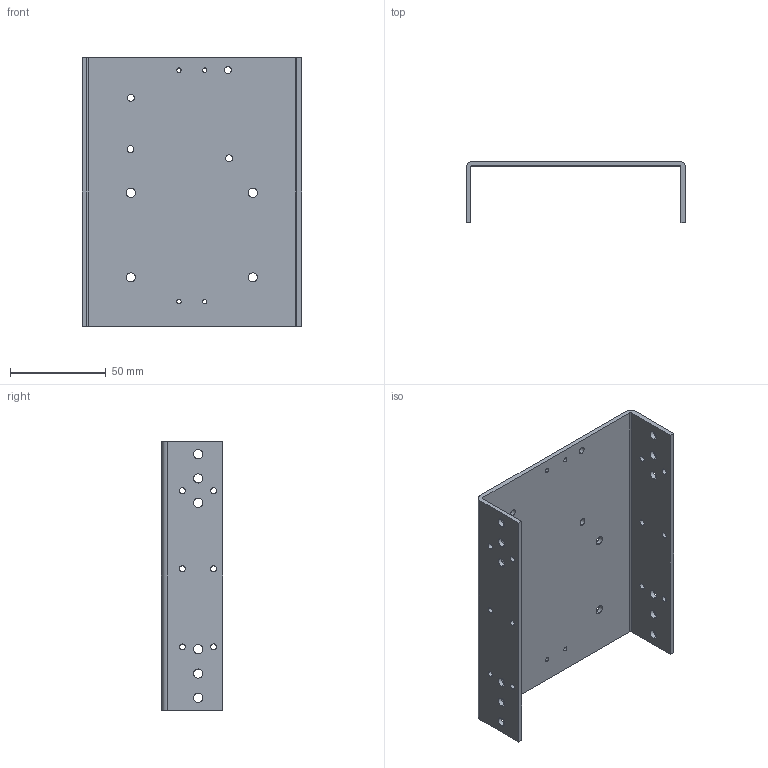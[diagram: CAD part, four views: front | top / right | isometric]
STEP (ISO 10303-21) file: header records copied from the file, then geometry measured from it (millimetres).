
FILE_DESCRIPTION (( 'STEP AP214' ), '1' );
FILE_NAME ('mte380_02_frame_03.STEP', '2017-02-05T20:14:05', ( '' ), ( '' ), 'SwSTEP 2.0', 'SolidWorks 2015', '' );
FILE_SCHEMA (( 'AUTOMOTIVE_DESIGN' ));
Length unit declared in the file: inch
Products named in the file (1): mte380_02_frame_03
Bounding box: 114.3 x 31.84 x 139.7 mm (x, y, z)
Volume: 56181.4 mm3; surface area: 49589.1 mm2
Topology: 1 solids, 1 shells, 89 faces, 261 edges, 174 vertices
Faces by surface type: cylinder 79, plane 10
Entity records: 3237 total; most frequent: DIRECTION 599, CARTESIAN_POINT 525, ORIENTED_EDGE 522, EDGE_CURVE 261, AXIS2_PLACEMENT_3D 248, VERTEX_POINT 174, EDGE_LOOP 161, CIRCLE 158
